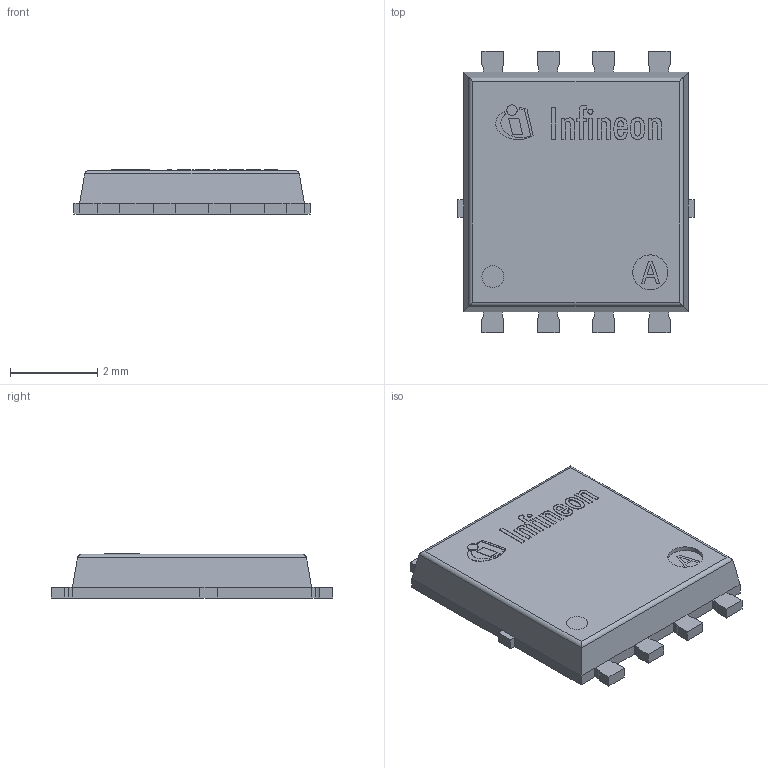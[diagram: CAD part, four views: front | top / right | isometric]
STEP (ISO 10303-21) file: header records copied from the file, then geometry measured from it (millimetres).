
FILE_DESCRIPTION(('FreeCAD Model'),'2;1');
FILE_NAME('Open CASCADE Shape Model','2025-03-14T19:36:51',( 'kicad StepUp'),('ksu MCAD'),'Open CASCADE STEP processor 7.8', 'FreeCAD','Unknown');
FILE_SCHEMA(('AUTOMOTIVE_DESIGN { 1 0 10303 214 1 1 1 1 }'));
Length unit declared in the file: millimetre
Products named in the file (1): Fusion
Bounding box: 5.41 x 6.44 x 1.01 mm (x, y, z)
Volume: 27.6 mm3; surface area: 80.8 mm2
Topology: 1 solids, 1 shells, 334 faces, 952 edges, 638 vertices
Faces by surface type: plane 171, cylinder 163
Full cylindrical faces by diameter (mm): 0.116 x1, 0.24 x1, 0.5 x1, 0.8 x1
Entity records: 14018 total; most frequent: DIRECTION 1952, CARTESIAN_POINT 1929, ORIENTED_EDGE 1904, EDGE_CURVE 952, AXIS2_PLACEMENT_3D 669, VERTEX_POINT 638, LINE 614, VECTOR 614
